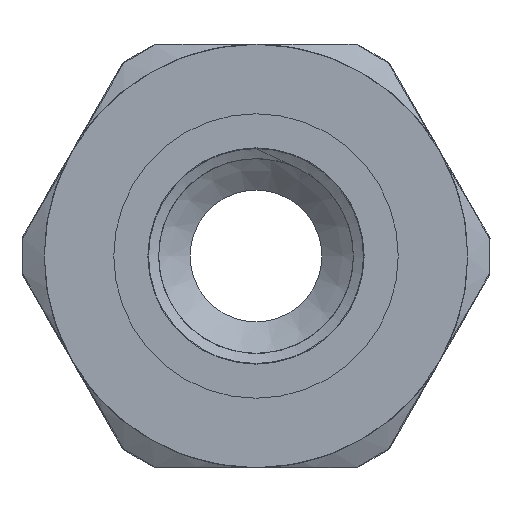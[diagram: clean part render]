
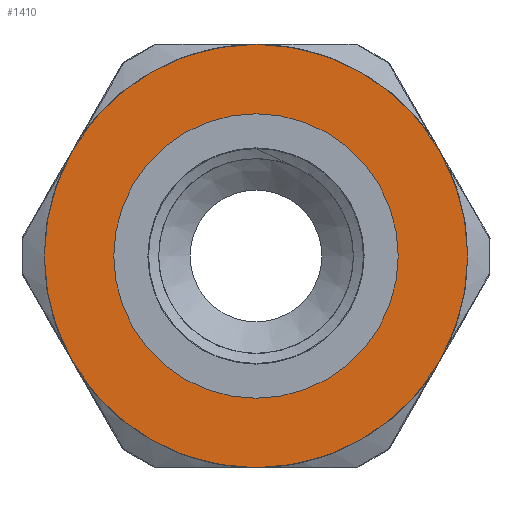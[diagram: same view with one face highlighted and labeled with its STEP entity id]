
A CAD part, left-side view. The second image highlights one B-rep face of the part: STEP entity #1410.
In plain terms, the highlighted planar face has unit normal (-1, 0, 0).
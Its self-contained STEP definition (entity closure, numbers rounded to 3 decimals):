
#25=FACE_BOUND('',#470,.T.);
#54=PLANE('',#1570);
#363=FACE_OUTER_BOUND('',#469,.T.);
#469=EDGE_LOOP('',(#1252));
#470=EDGE_LOOP('',(#1253));
#568=CIRCLE('',#1569,10.75);
#569=CIRCLE('',#1571,16.);
#690=VERTEX_POINT('',#5439);
#691=VERTEX_POINT('',#5442);
#894=EDGE_CURVE('',#690,#690,#568,.T.);
#895=EDGE_CURVE('',#691,#691,#569,.T.);
#1252=ORIENTED_EDGE('',*,*,#895,.F.);
#1253=ORIENTED_EDGE('',*,*,#894,.T.);
#1410=ADVANCED_FACE('',(#363,#25),#54,.T.);
#1569=AXIS2_PLACEMENT_3D('',#5440,#1916,#1917);
#1570=AXIS2_PLACEMENT_3D('',#5441,#1918,#1919);
#1571=AXIS2_PLACEMENT_3D('',#5443,#1920,#1921);
#1916=DIRECTION('center_axis',(1.,0.,0.));
#1917=DIRECTION('ref_axis',(0.,0.,-1.));
#1918=DIRECTION('center_axis',(-1.,0.,0.));
#1919=DIRECTION('ref_axis',(0.,0.,1.));
#1920=DIRECTION('center_axis',(1.,0.,0.));
#1921=DIRECTION('ref_axis',(0.,0.,-1.));
#5439=CARTESIAN_POINT('',(-16.05,10.75,0.));
#5440=CARTESIAN_POINT('Origin',(-16.05,0.,0.));
#5441=CARTESIAN_POINT('Origin',(-16.05,16.,0.));
#5442=CARTESIAN_POINT('',(-16.05,16.,0.));
#5443=CARTESIAN_POINT('Origin',(-16.05,0.,0.));
